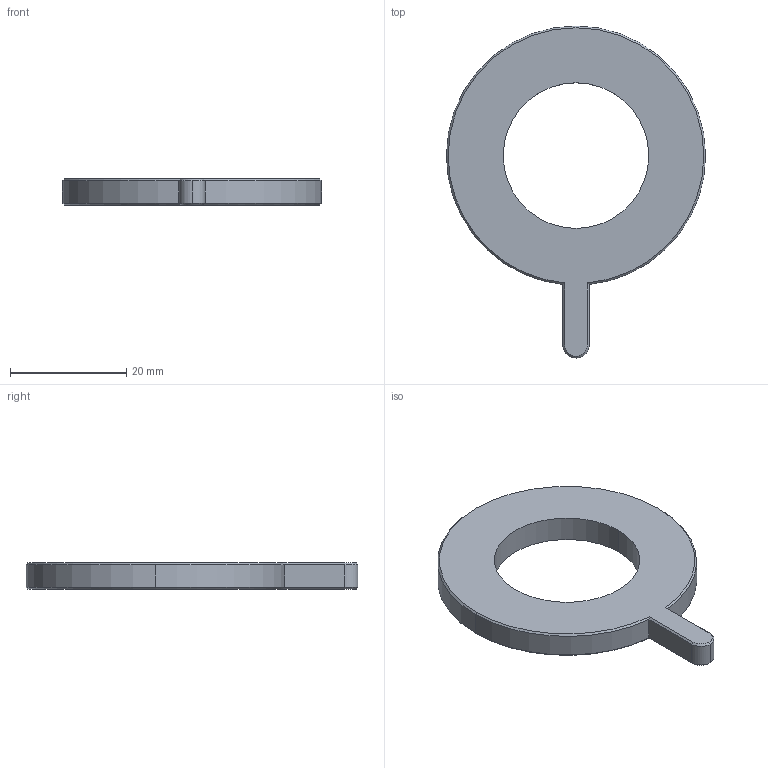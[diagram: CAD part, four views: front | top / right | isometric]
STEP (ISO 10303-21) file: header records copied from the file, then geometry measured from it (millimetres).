
FILE_DESCRIPTION (( 'STEP AP203' ), '1' );
FILE_NAME ('APID25Z.step', '2019-05-15T02:04:43', ( '' ), ( '' ), 'SwSTEP 2.0', 'SolidWorks 2016', '' );
FILE_SCHEMA (( 'CONFIG_CONTROL_DESIGN' ));
Length unit declared in the file: millimetre
Products named in the file (1): APID25Z
Bounding box: 44.5 x 57 x 4.5 mm (x, y, z)
Volume: 5019.2 mm3; surface area: 3267.7 mm2
Topology: 1 solids, 1 shells, 175 faces, 475 edges, 312 vertices
Faces by surface type: plane 158, cone 10, cylinder 7
Entity records: 5486 total; most frequent: CARTESIAN_POINT 975, ORIENTED_EDGE 950, DIRECTION 847, EDGE_CURVE 475, VECTOR 447, LINE 447, VERTEX_POINT 312, AXIS2_PLACEMENT_3D 200
